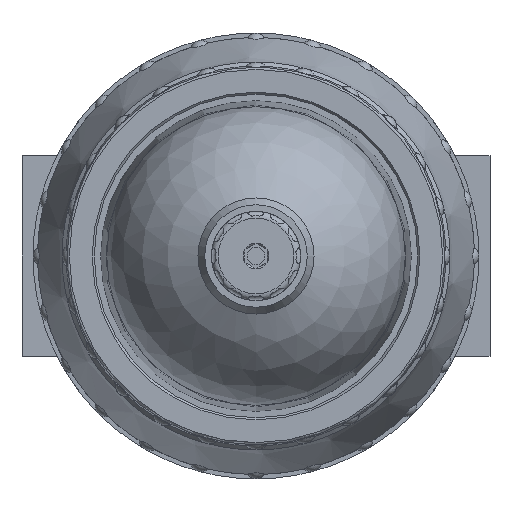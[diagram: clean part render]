
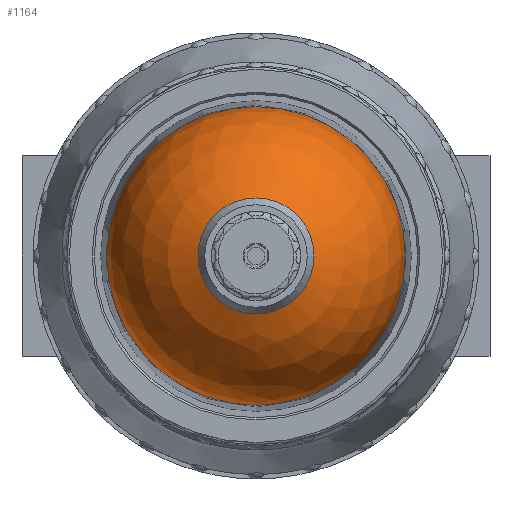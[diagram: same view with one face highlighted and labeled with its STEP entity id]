
A CAD part, front view. The second image highlights one B-rep face of the part: STEP entity #1164.
In plain terms, the highlighted spherical face has radius 33.5 mm.
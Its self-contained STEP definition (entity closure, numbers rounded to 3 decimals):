
#1164 = ADVANCED_FACE( '', ( #2383, #2384 ), #2385, .T. );
#2383 = FACE_OUTER_BOUND( '', #3623, .T. );
#2384 = FACE_OUTER_BOUND( '', #3624, .T. );
#2385 = SPHERICAL_SURFACE( '', #3625, 33.5 );
#3623 = EDGE_LOOP( '', ( #6880 ) );
#3624 = EDGE_LOOP( '', ( #6881 ) );
#3625 = AXIS2_PLACEMENT_3D( '', #6882, #6883, #6884 );
#6880 = ORIENTED_EDGE( '', *, *, #7640, .T. );
#6881 = ORIENTED_EDGE( '', *, *, #7759, .F. );
#6882 = CARTESIAN_POINT( '', ( 0., -86.5, 0. ) );
#6883 = DIRECTION( '', ( 0., -1., 0. ) );
#6884 = DIRECTION( '', ( 1., 0., 0. ) );
#7640 = EDGE_CURVE( '', #9299, #9299, #9300, .T. );
#7759 = EDGE_CURVE( '', #9489, #9489, #9490, .T. );
#9299 = VERTEX_POINT( '', #12867 );
#9300 = CIRCLE( '', #12868, 33.5 );
#9489 = VERTEX_POINT( '', #13248 );
#9490 = CIRCLE( '', #13249, 13.021 );
#12867 = CARTESIAN_POINT( '', ( 0., -86.5, -33.5 ) );
#12868 = AXIS2_PLACEMENT_3D( '', #16095, #16096, #16097 );
#13248 = CARTESIAN_POINT( '', ( 0., -117.366, -13.021 ) );
#13249 = AXIS2_PLACEMENT_3D( '', #16259, #16260, #16261 );
#16095 = CARTESIAN_POINT( '', ( 0., -86.5, 0. ) );
#16096 = DIRECTION( '', ( 0., -1., 0. ) );
#16097 = DIRECTION( '', ( 0., 0., -1. ) );
#16259 = CARTESIAN_POINT( '', ( 0., -117.366, 0. ) );
#16260 = DIRECTION( '', ( 0., -1., 0. ) );
#16261 = DIRECTION( '', ( 0., 0., -1. ) );
